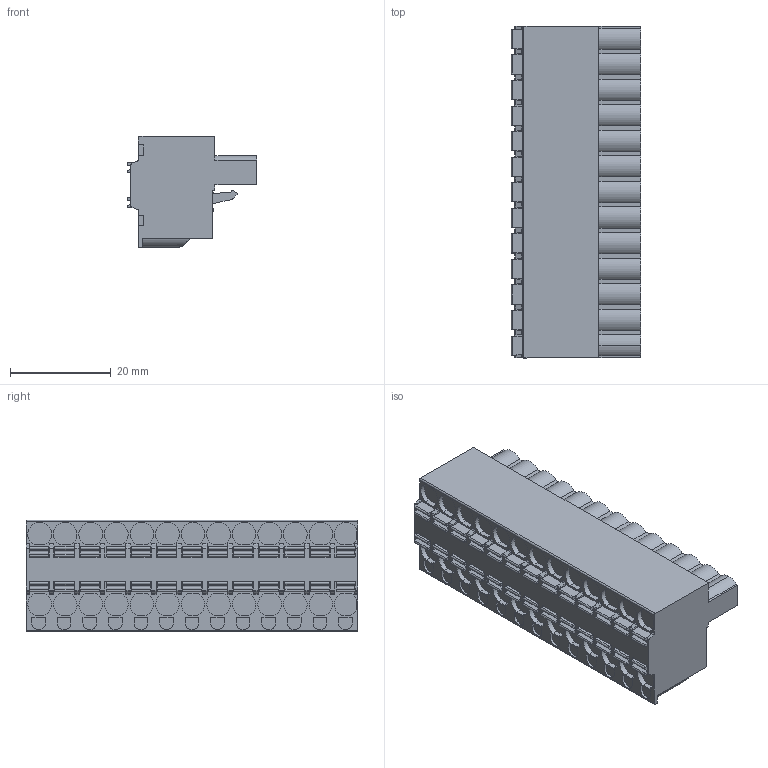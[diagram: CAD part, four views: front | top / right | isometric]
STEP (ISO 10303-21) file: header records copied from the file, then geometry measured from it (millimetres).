
FILE_DESCRIPTION((''),'2;1');
FILE_NAME('11111','2024-09-30T11:27:04',('tluser'),(''),'CREO PARAMETRIC BY PTC INC, 2018100','CREO PARAMETRIC BY PTC INC, 2018100','');
FILE_SCHEMA(('CONFIG_CONTROL_DESIGN'));
Length unit declared in the file: millimetre
Products named in the file (1): 11111
Bounding box: 25.72 x 65.94 x 22.1 mm (x, y, z)
Volume: 23851.4 mm3; surface area: 8959.8 mm2
Topology: 1 solids, 1 shells, 1038 faces, 2796 edges, 1859 vertices
Faces by surface type: plane 635, cylinder 399, bspline 4
Entity records: 32812 total; most frequent: CARTESIAN_POINT 6071, ORIENTED_EDGE 5584, DIRECTION 5563, EDGE_CURVE 2792, VECTOR 1939, LINE 1939, VERTEX_POINT 1859, AXIS2_PLACEMENT_3D 1812
